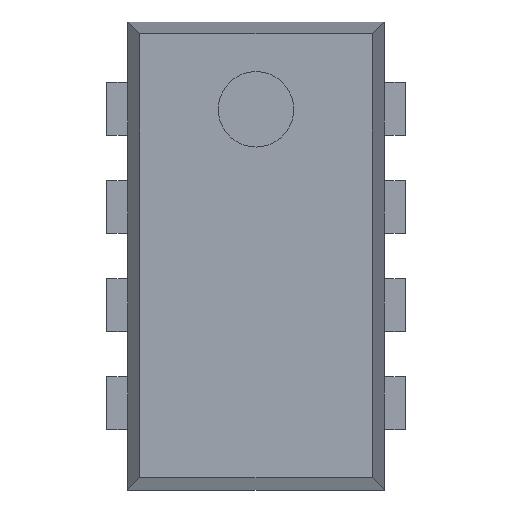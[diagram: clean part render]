
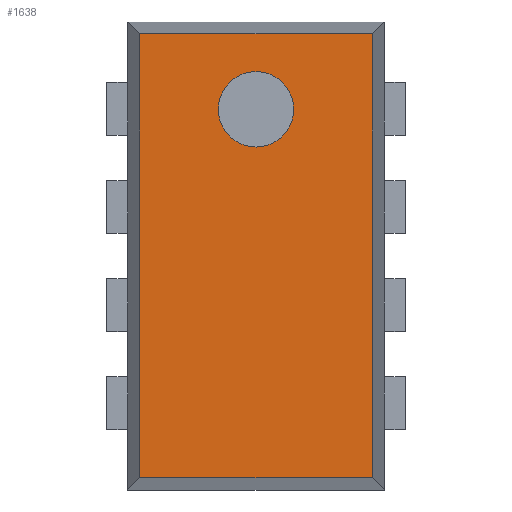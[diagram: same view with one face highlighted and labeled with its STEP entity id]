
A CAD part, top view. The second image highlights one B-rep face of the part: STEP entity #1638.
In plain terms, the highlighted planar face has unit normal (0, 0, 1).
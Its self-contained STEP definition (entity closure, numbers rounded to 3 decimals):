
#168=CARTESIAN_POINT('',(0.,0.72,1.15));
#169=VERTEX_POINT('',#168);
#178=CARTESIAN_POINT('',(0.,1.22,1.15));
#179=VERTEX_POINT('',#178);
#180=CARTESIAN_POINT('',(0.,0.97,1.15));
#181=DIRECTION('',(0.0,0.0,-1.0));
#182=DIRECTION('',(0.0,-1.0,0.0));
#183=AXIS2_PLACEMENT_3D('',#180,#181,#182);
#184=CIRCLE('',#183,0.25);
#185=EDGE_CURVE('',#179,#169,#184,.T.);
#219=CARTESIAN_POINT('',(0.,0.97,1.15));
#220=DIRECTION('',(0.0,0.0,-1.0));
#221=DIRECTION('',(0.0,-1.0,0.0));
#222=AXIS2_PLACEMENT_3D('',#219,#220,#221);
#223=CIRCLE('',#222,0.25);
#224=EDGE_CURVE('',#169,#179,#223,.T.);
#1512=CARTESIAN_POINT('',(0.77,-1.47,1.15));
#1513=VERTEX_POINT('',#1512);
#1520=CARTESIAN_POINT('',(-0.77,-1.47,1.15));
#1521=VERTEX_POINT('',#1520);
#1522=CARTESIAN_POINT('',(0.77,-1.47,1.15));
#1523=DIRECTION('',(-1.0,0.0,0.0));
#1524=VECTOR('',#1523,1.54);
#1525=LINE('',#1522,#1524);
#1526=EDGE_CURVE('',#1513,#1521,#1525,.T.);
#1552=CARTESIAN_POINT('',(-0.77,1.47,1.15));
#1553=VERTEX_POINT('',#1552);
#1554=CARTESIAN_POINT('',(-0.77,-1.47,1.15));
#1555=DIRECTION('',(0.0,1.0,0.0));
#1556=VECTOR('',#1555,2.94);
#1557=LINE('',#1554,#1556);
#1558=EDGE_CURVE('',#1521,#1553,#1557,.T.);
#1583=CARTESIAN_POINT('',(0.77,1.47,1.15));
#1584=VERTEX_POINT('',#1583);
#1591=CARTESIAN_POINT('',(0.77,1.47,1.15));
#1592=DIRECTION('',(0.0,-1.0,0.0));
#1593=VECTOR('',#1592,2.94);
#1594=LINE('',#1591,#1593);
#1595=EDGE_CURVE('',#1584,#1513,#1594,.T.);
#1613=CARTESIAN_POINT('',(-0.77,1.47,1.15));
#1614=DIRECTION('',(1.0,0.0,0.0));
#1615=VECTOR('',#1614,1.54);
#1616=LINE('',#1613,#1615);
#1617=EDGE_CURVE('',#1553,#1584,#1616,.T.);
#1623=CARTESIAN_POINT('',(0.0,0.0,1.15));
#1624=DIRECTION('',(0.0,0.0,1.0));
#1625=DIRECTION('',(0.0,-1.0,0.0));
#1626=AXIS2_PLACEMENT_3D('',#1623,#1624,#1625);
#1627=PLANE('',#1626);
#1628=ORIENTED_EDGE('',*,*,#1526,.F.);
#1629=ORIENTED_EDGE('',*,*,#1595,.F.);
#1630=ORIENTED_EDGE('',*,*,#1617,.F.);
#1631=ORIENTED_EDGE('',*,*,#1558,.F.);
#1632=EDGE_LOOP('',(#1628,#1629,#1630,#1631));
#1633=FACE_OUTER_BOUND('',#1632,.T.);
#1634=ORIENTED_EDGE('',*,*,#224,.T.);
#1635=ORIENTED_EDGE('',*,*,#185,.T.);
#1636=EDGE_LOOP('',(#1634,#1635));
#1637=FACE_BOUND('',#1636,.T.);
#1638=ADVANCED_FACE('',(#1633,#1637),#1627,.T.);
